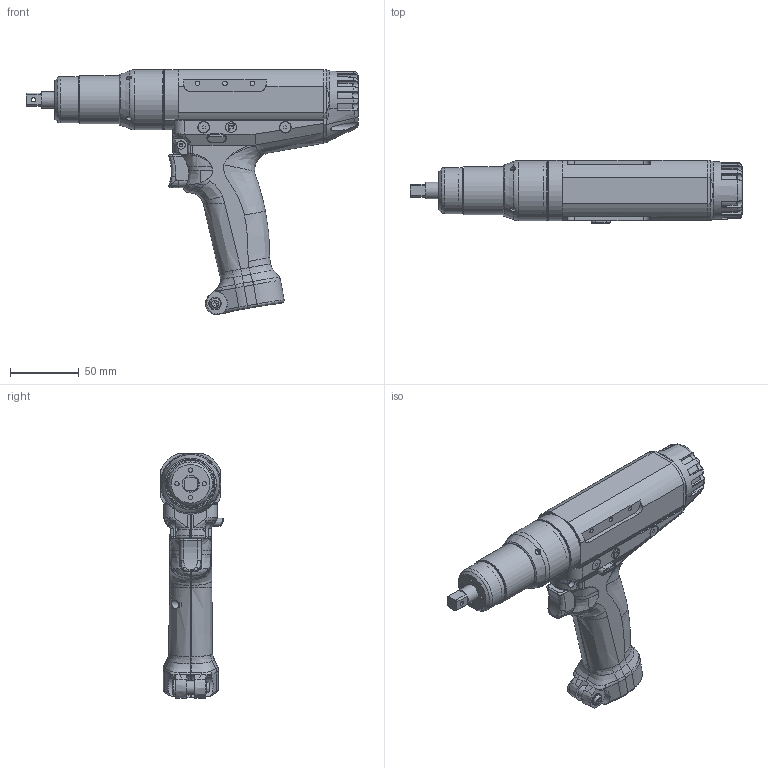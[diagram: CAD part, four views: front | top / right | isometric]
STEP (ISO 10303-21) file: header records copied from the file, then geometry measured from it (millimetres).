
FILE_DESCRIPTION(/* description */ (''),/* implementation_level */ '2;1');
FILE_NAME(/* name */ 'HFT-035M80-P1(DU-H062+L)_OUTLINE.stp',/* time_stamp */ '2023-04-14T15:28:31+09:00',/* author */ ('y-mizuno'),/* organization */ (''),/* preprocessor_version */ 'ST-DEVELOPER v19.2',/* originating_system */ 'Autodesk Inventor 2023',/* authorisation */ '');
FILE_SCHEMA (('CONFIG_CONTROL_DESIGN'));
Length unit declared in the file: millimetre
Products named in the file (1): HFT-035M80-P1(DU-H062+L)_OUTLINE
Bounding box: 242 x 46 x 178.44 mm (x, y, z)
Volume: 502269.6 mm3; surface area: 92336.3 mm2
Topology: 1 solids, 15 shells, 1241 faces, 3421 edges, 2210 vertices
Faces by surface type: plane 566, cylinder 265, bspline 240, cone 92, torus 46, sphere 32
Full cylindrical faces by diameter (mm): 1 x26, 1.6 x4, 2.459 x2, 2.5 x2, 3.1 x4, 3.18 x1, 3.242 x11, 3.4 x1, 4 x2, 4.1 x4, 4.5 x2, 5.5 x3, 5.8 x4, 6 x7, 6.5 x2, 8 x6, 8.5 x4, 9 x1, 10 x1, 11.5 x1, 12 x3, 12.5 x1, 15.8 x1, 21.4 x1, 25 x2, 25.8 x1, 30 x1, 32 x1, 32.4 x1, 33.6 x1
Entity records: 70612 total; most frequent: CARTESIAN_POINT 39643, ORIENTED_EDGE 6766, DIRECTION 5372, EDGE_CURVE 3383, VERTEX_POINT 2210, AXIS2_PLACEMENT_3D 2008, LINE 1356, VECTOR 1356
